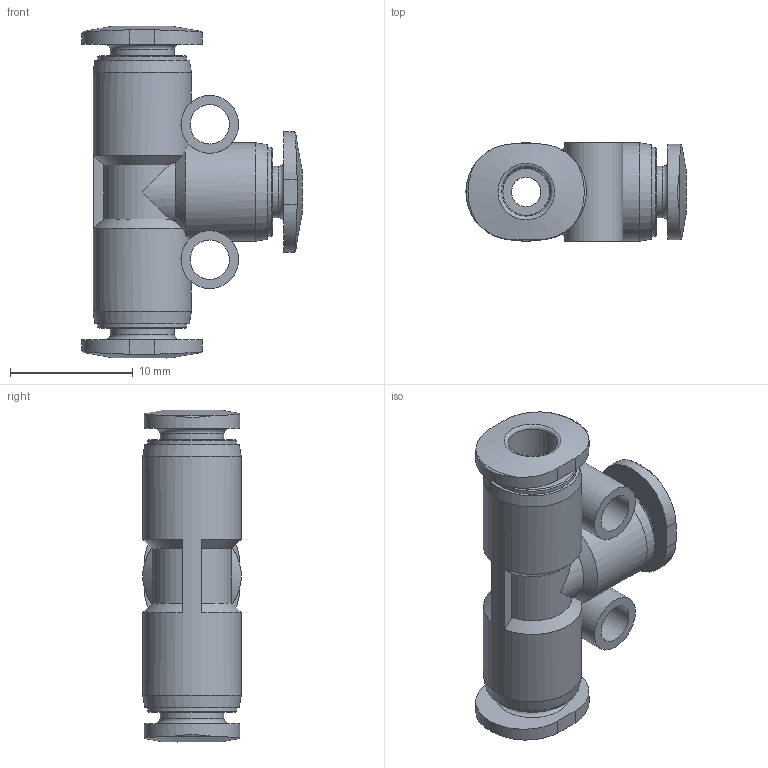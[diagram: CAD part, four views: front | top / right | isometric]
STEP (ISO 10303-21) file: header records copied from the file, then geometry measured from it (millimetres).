
FILE_DESCRIPTION(/* description */ ('STEP AP214'),/* implementation_level */ '2;1');
FILE_NAME(/* name */ '153368_QSMT-4-3',/* time_stamp */ '2024-09-14T13:40:15+02:00',/* author */ ('License CC BY-ND 4.0'),/* organization */ ('CADENAS'),/* preprocessor_version */ 'ST-DEVELOPER v19.3',/* originating_system */ 'PARTsolutions',/* authorisation */ ' ');
FILE_SCHEMA (('AUTOMOTIVE_DESIGN {1 0 10303 214 3 1 1}'));
Length unit declared in the file: millimetre
Products named in the file (1): 153368 QSMT-4-3
Bounding box: 17.9 x 8 x 27 mm (x, y, z)
Volume: 1428.7 mm3; surface area: 1955.2 mm2
Topology: 1 solids, 1 shells, 81 faces, 194 edges, 126 vertices
Faces by surface type: cylinder 27, plane 24, cone 15, torus 15
Full cylindrical faces by diameter (mm): 1.7 x1, 2.4 x1, 3 x1, 3.2 x2, 4 x2, 4.2 x1, 4.7 x2, 5.2 x2, 7.2 x3, 8 x2
Entity records: 2850 total; most frequent: CARTESIAN_POINT 565, DIRECTION 344, ORIENTED_EDGE 304, AXIS2_PLACEMENT_3D 161, EDGE_CURVE 152, EDGE_LOOP 136, FACE_BOUND 136, VERTEX_POINT 120
